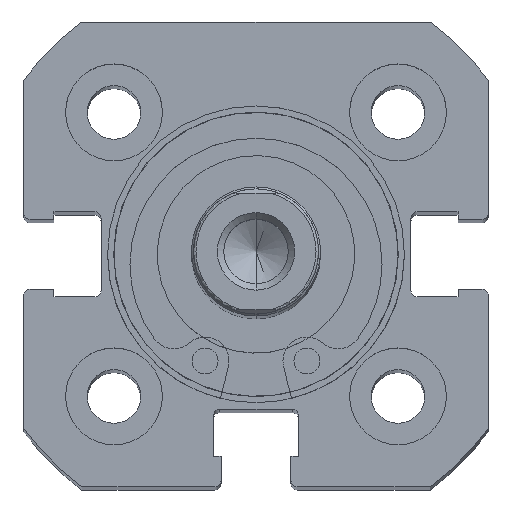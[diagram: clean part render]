
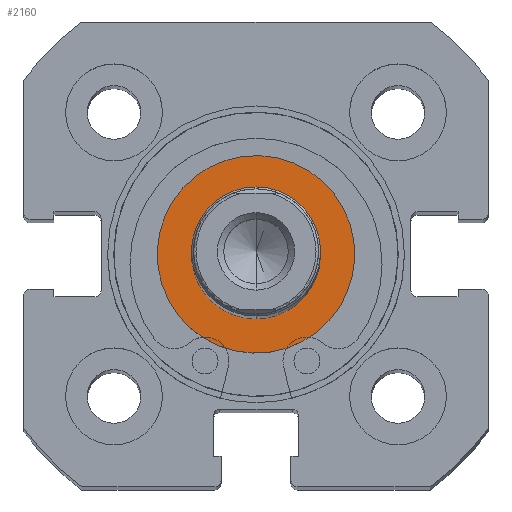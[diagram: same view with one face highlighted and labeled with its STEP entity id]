
A CAD part, top view. The second image highlights one B-rep face of the part: STEP entity #2160.
In plain terms, the highlighted face is planar.
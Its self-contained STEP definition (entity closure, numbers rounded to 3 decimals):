
#214 = CIRCLE ( 'NONE', #1548, 5. ) ;
#216 = CIRCLE ( 'NONE', #1551, 7.65 ) ;
#220 = CIRCLE ( 'NONE', #1553, 5. ) ;
#381 = CIRCLE ( 'NONE', #1610, 7.65 ) ;
#998 = FACE_BOUND ( 'NONE', #3118, .T. ) ;
#1004 = FACE_OUTER_BOUND ( 'NONE', #3127, .T. ) ;
#1189 = EDGE_CURVE ( 'NONE', #3380, #3390, #214, .T. ) ;
#1191 = EDGE_CURVE ( 'NONE', #3391, #3361, #216, .T. ) ;
#1194 = EDGE_CURVE ( 'NONE', #3390, #3380, #220, .T. ) ;
#1307 = EDGE_CURVE ( 'NONE', #3361, #3391, #381, .T. ) ;
#1548 = AXIS2_PLACEMENT_3D ( 'NONE', #5286, #5288, #5289 ) ;
#1551 = AXIS2_PLACEMENT_3D ( 'NONE', #5292, #5293, #5294 ) ;
#1553 = AXIS2_PLACEMENT_3D ( 'NONE', #5301, #5302, #5303 ) ;
#1610 = AXIS2_PLACEMENT_3D ( 'NONE', #5604, #5606, #5607 ) ;
#1885 = AXIS2_PLACEMENT_3D ( 'NONE', #4347, #4349, #4350 ) ;
#2160 = ADVANCED_FACE ( 'NONE', ( #998, #1004 ), #4348, .F. ) ;
#2303 = ORIENTED_EDGE ( 'NONE', *, *, #1189, .F. ) ;
#2319 = ORIENTED_EDGE ( 'NONE', *, *, #1307, .T. ) ;
#2322 = ORIENTED_EDGE ( 'NONE', *, *, #1194, .F. ) ;
#2330 = ORIENTED_EDGE ( 'NONE', *, *, #1191, .T. ) ;
#3118 = EDGE_LOOP ( 'NONE', ( #2303, #2322 ) ) ;
#3127 = EDGE_LOOP ( 'NONE', ( #2319, #2330 ) ) ;
#3361 = VERTEX_POINT ( 'NONE', #4373 ) ;
#3380 = VERTEX_POINT ( 'NONE', #4409 ) ;
#3390 = VERTEX_POINT ( 'NONE', #4419 ) ;
#3391 = VERTEX_POINT ( 'NONE', #4420 ) ;
#4347 = CARTESIAN_POINT ( 'NONE',  ( 0., 7.65, 0. ) ) ;
#4348 = PLANE ( 'NONE',  #1885 ) ;
#4349 = DIRECTION ( 'NONE',  ( 1., 0., 0. ) ) ;
#4350 = DIRECTION ( 'NONE',  ( 0., 0., -1. ) ) ;
#4373 = CARTESIAN_POINT ( 'NONE',  ( 0., 0., 7.65 ) ) ;
#4409 = CARTESIAN_POINT ( 'NONE',  ( 0., 0., 5. ) ) ;
#4419 = CARTESIAN_POINT ( 'NONE',  ( 0., 0., -5. ) ) ;
#4420 = CARTESIAN_POINT ( 'NONE',  ( 0., 0., -7.65 ) ) ;
#5286 = CARTESIAN_POINT ( 'NONE',  ( 0., 0., 0. ) ) ;
#5288 = DIRECTION ( 'NONE',  ( -1., 0., 0. ) ) ;
#5289 = DIRECTION ( 'NONE',  ( 0., 0., 1. ) ) ;
#5292 = CARTESIAN_POINT ( 'NONE',  ( 0., 0., 0. ) ) ;
#5293 = DIRECTION ( 'NONE',  ( -1., 0., 0. ) ) ;
#5294 = DIRECTION ( 'NONE',  ( 0., 0., 1. ) ) ;
#5301 = CARTESIAN_POINT ( 'NONE',  ( 0., 0., 0. ) ) ;
#5302 = DIRECTION ( 'NONE',  ( -1., 0., 0. ) ) ;
#5303 = DIRECTION ( 'NONE',  ( 0., 0., 1. ) ) ;
#5604 = CARTESIAN_POINT ( 'NONE',  ( 0., 0., 0. ) ) ;
#5606 = DIRECTION ( 'NONE',  ( -1., 0., 0. ) ) ;
#5607 = DIRECTION ( 'NONE',  ( 0., 0., 1. ) ) ;
